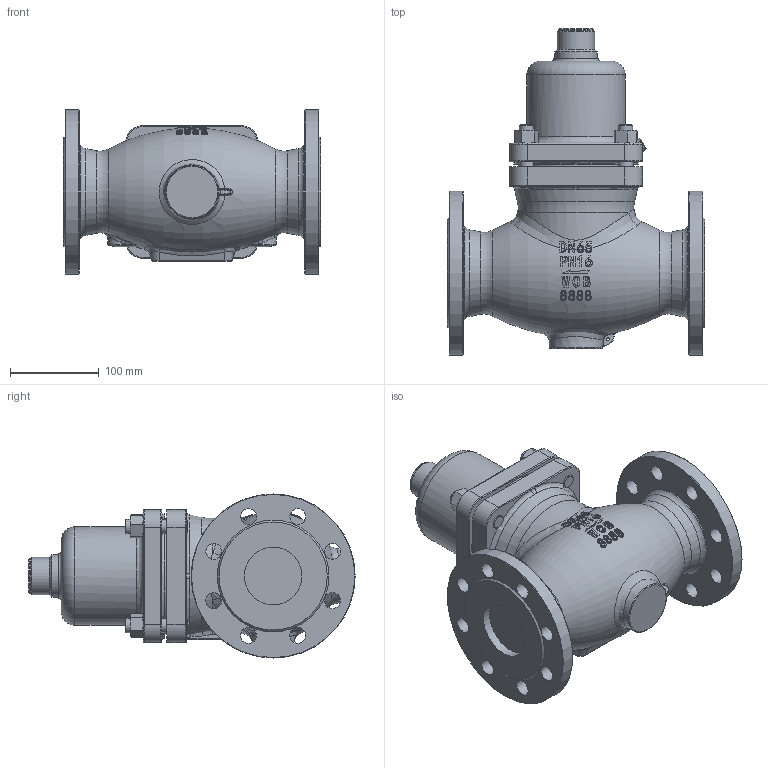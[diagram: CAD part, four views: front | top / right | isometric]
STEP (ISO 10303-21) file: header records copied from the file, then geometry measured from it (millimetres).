
FILE_DESCRIPTION (( 'STEP AP214' ), '1' );
FILE_NAME ('V230YLFYMFTJJGZJ.65.16-40 V230压力阀硬密封调节机构组件0225.STEP', '2025-02-26T06:59:19', ( '' ), ( '' ), 'SwSTEP 2.0', 'SolidWorks 2020', '' );
FILE_SCHEMA (( 'AUTOMOTIVE_DESIGN' ));
Length unit declared in the file: millimetre
Products named in the file (1): V230YLFYMFTJJGZJ.65.16-40 V230压力阀硬密封调节机构组件0225
Bounding box: 290 x 368 x 185 mm (x, y, z)
Volume: 6356565.2 mm3; surface area: 355581.8 mm2
Topology: 1 solids, 1 shells, 678 faces, 1624 edges, 981 vertices
Faces by surface type: plane 184, bspline 168, cylinder 135, cone 90, torus 89, sphere 12
Full cylindrical faces by diameter (mm): 2.6 x4, 3 x1, 10 x1, 14.7 x4, 16 x12, 18 x22, 18.5 x1, 20 x1, 39 x1, 42 x1, 48 x1, 50 x1, 65 x2, 105 x2, 111 x1, 129.8 x1, 140 x1, 185 x2
Entity records: 40557 total; most frequent: CARTESIAN_POINT 20633, ORIENTED_EDGE 2884, DIRECTION 2324, EDGE_CURVE 1442, AXIS2_PLACEMENT_3D 1010, VERTEX_POINT 933, EDGE_LOOP 883, FACE_OUTER_BOUND 754
